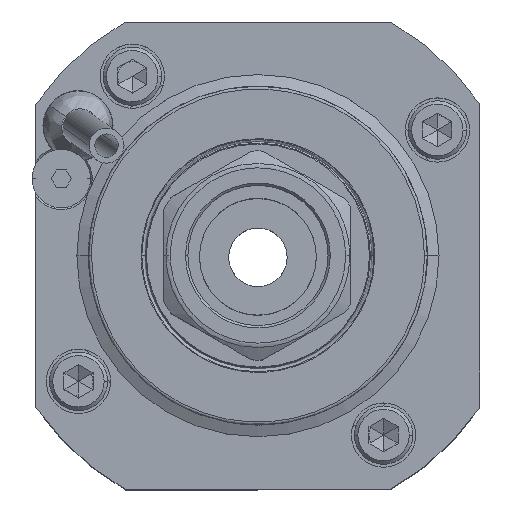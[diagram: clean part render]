
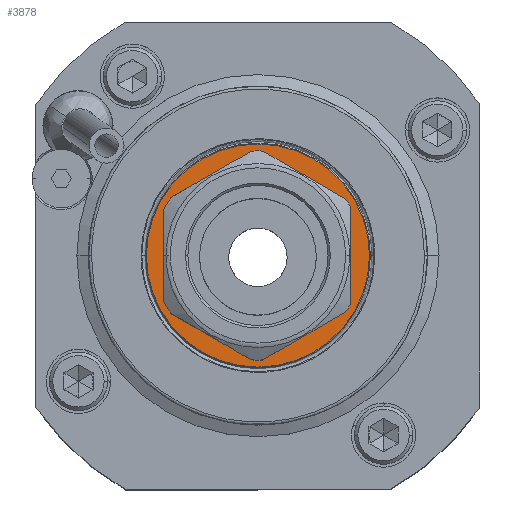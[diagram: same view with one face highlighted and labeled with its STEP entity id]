
A CAD part, top view. The second image highlights one B-rep face of the part: STEP entity #3878.
In plain terms, the highlighted planar face has unit normal (0, 0, -1).
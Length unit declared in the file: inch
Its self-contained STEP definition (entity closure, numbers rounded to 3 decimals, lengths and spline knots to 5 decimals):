
#74 = LINE ( 'NONE', #13992, #16475 ) ;
#683 = EDGE_CURVE ( 'NONE', #9710, #11496, #16886, .T. ) ;
#787 = DIRECTION ( 'NONE',  ( -1., 0., 0. ) ) ;
#808 = CARTESIAN_POINT ( 'NONE',  ( -0.04441, -0.70332, 2.95276 ) ) ;
#879 = DIRECTION ( 'NONE',  ( 0., 0., 1. ) ) ;
#1344 = EDGE_CURVE ( 'NONE', #2969, #12229, #11447, .T. ) ;
#1345 = CARTESIAN_POINT ( 'NONE',  ( -0.63406, -0.36289, 2.95276 ) ) ;
#1628 = ORIENTED_EDGE ( 'NONE', *, *, #8616, .T. ) ;
#1857 = DIRECTION ( 'NONE',  ( 0., 0., 1. ) ) ;
#1995 = ORIENTED_EDGE ( 'NONE', *, *, #3781, .T. ) ;
#2037 = EDGE_CURVE ( 'NONE', #5992, #10346, #7758, .T. ) ;
#2232 = CARTESIAN_POINT ( 'NONE',  ( -0.00551, -0.72578, 2.95276 ) ) ;
#2384 = DIRECTION ( 'NONE',  ( -1., 0., 0. ) ) ;
#2427 = EDGE_CURVE ( 'NONE', #12229, #5724, #74, .T. ) ;
#2839 = VECTOR ( 'NONE', #13543, 39.37008 ) ;
#2969 = VERTEX_POINT ( 'NONE', #7590 ) ;
#3323 = CARTESIAN_POINT ( 'NONE',  ( 0., 0., 2.95276 ) ) ;
#3360 = EDGE_CURVE ( 'NONE', #17459, #13673, #7417, .T. ) ;
#3365 = LINE ( 'NONE', #8843, #6423 ) ;
#3669 = FACE_OUTER_BOUND ( 'NONE', #4078, .T. ) ;
#3781 = EDGE_CURVE ( 'NONE', #14165, #9438, #17334, .T. ) ;
#3804 = CARTESIAN_POINT ( 'NONE',  ( 0.03223, -0.70399, 2.95276 ) ) ;
#3878 = ADVANCED_FACE ( 'NONE', ( #3669, #13263 ), #17465, .T. ) ;
#4004 = LINE ( 'NONE', #5532, #11373 ) ;
#4078 = EDGE_LOOP ( 'NONE', ( #1628, #9845 ) ) ;
#4170 = AXIS2_PLACEMENT_3D ( 'NONE', #8386, #15589, #13832 ) ;
#4307 = VERTEX_POINT ( 'NONE', #4373 ) ;
#4373 = CARTESIAN_POINT ( 'NONE',  ( 0.75197, 0., 2.95276 ) ) ;
#4571 = CARTESIAN_POINT ( 'NONE',  ( -0.58689, -0.39012, 2.95276 ) ) ;
#4664 = DIRECTION ( 'NONE',  ( -1., 0., 0. ) ) ;
#4722 = CARTESIAN_POINT ( 'NONE',  ( -0.00551, 0.72578, 2.95276 ) ) ;
#4759 = CIRCLE ( 'NONE', #5334, 0.75197 ) ;
#4849 = ORIENTED_EDGE ( 'NONE', *, *, #14194, .T. ) ;
#4950 = DIRECTION ( 'NONE',  ( 0.866, 0.5, 0. ) ) ;
#4951 = DIRECTION ( 'NONE',  ( 0., 0., 1. ) ) ;
#5120 = DIRECTION ( 'NONE',  ( 0., 0., -1. ) ) ;
#5243 = ORIENTED_EDGE ( 'NONE', *, *, #16712, .T. ) ;
#5334 = AXIS2_PLACEMENT_3D ( 'NONE', #10231, #7374, #11758 ) ;
#5422 = CARTESIAN_POINT ( 'NONE',  ( 0., 0., 2.95276 ) ) ;
#5453 = AXIS2_PLACEMENT_3D ( 'NONE', #5422, #14907, #16251 ) ;
#5532 = CARTESIAN_POINT ( 'NONE',  ( 0.62303, 0.36289, 2.95276 ) ) ;
#5684 = ORIENTED_EDGE ( 'NONE', *, *, #683, .T. ) ;
#5724 = VERTEX_POINT ( 'NONE', #9352 ) ;
#5766 = LINE ( 'NONE', #2232, #13698 ) ;
#5806 = CARTESIAN_POINT ( 'NONE',  ( 0.03223, 0.70399, 2.95276 ) ) ;
#5992 = VERTEX_POINT ( 'NONE', #17033 ) ;
#6067 = DIRECTION ( 'NONE',  ( -0.866, -0.5, 0. ) ) ;
#6363 = DIRECTION ( 'NONE',  ( 0., 0., 1. ) ) ;
#6397 = CARTESIAN_POINT ( 'NONE',  ( -0.04441, 0.70332, 2.95276 ) ) ;
#6423 = VECTOR ( 'NONE', #12951, 39.37008 ) ;
#7077 = ORIENTED_EDGE ( 'NONE', *, *, #12022, .T. ) ;
#7323 = LINE ( 'NONE', #4722, #12451 ) ;
#7374 = DIRECTION ( 'NONE',  ( 0., 0., -1. ) ) ;
#7417 = CIRCLE ( 'NONE', #11987, 0.70472 ) ;
#7423 = EDGE_CURVE ( 'NONE', #5724, #12525, #11299, .T. ) ;
#7529 = DIRECTION ( 'NONE',  ( -1., 0., 0. ) ) ;
#7590 = CARTESIAN_POINT ( 'NONE',  ( -0.58689, 0.39012, 2.95276 ) ) ;
#7752 = AXIS2_PLACEMENT_3D ( 'NONE', #3323, #4951, #11576 ) ;
#7758 = CIRCLE ( 'NONE', #15748, 0.70472 ) ;
#8313 = AXIS2_PLACEMENT_3D ( 'NONE', #14674, #6363, #2384 ) ;
#8386 = CARTESIAN_POINT ( 'NONE',  ( 0., 0., 2.95276 ) ) ;
#8403 = CARTESIAN_POINT ( 'NONE',  ( 0.62303, -0.32935, 2.95276 ) ) ;
#8616 = EDGE_CURVE ( 'NONE', #9027, #4307, #4759, .T. ) ;
#8843 = CARTESIAN_POINT ( 'NONE',  ( 0.62303, -0.36289, 2.95276 ) ) ;
#8972 = CARTESIAN_POINT ( 'NONE',  ( 0.62303, 0.32935, 2.95276 ) ) ;
#9027 = VERTEX_POINT ( 'NONE', #17180 ) ;
#9352 = CARTESIAN_POINT ( 'NONE',  ( -0.63406, -0.30759, 2.95276 ) ) ;
#9438 = VERTEX_POINT ( 'NONE', #3804 ) ;
#9477 = DIRECTION ( 'NONE',  ( -0.866, 0.5, 0. ) ) ;
#9710 = VERTEX_POINT ( 'NONE', #5806 ) ;
#9822 = EDGE_CURVE ( 'NONE', #11496, #2969, #7323, .T. ) ;
#9845 = ORIENTED_EDGE ( 'NONE', *, *, #13883, .T. ) ;
#10142 = AXIS2_PLACEMENT_3D ( 'NONE', #10769, #10861, #16399 ) ;
#10231 = CARTESIAN_POINT ( 'NONE',  ( 0., 0., 2.95276 ) ) ;
#10346 = VERTEX_POINT ( 'NONE', #8403 ) ;
#10462 = EDGE_CURVE ( 'NONE', #10346, #17459, #3365, .T. ) ;
#10492 = CARTESIAN_POINT ( 'NONE',  ( 0.7874, 0., 2.95276 ) ) ;
#10769 = CARTESIAN_POINT ( 'NONE',  ( 0., 0., 2.95276 ) ) ;
#10861 = DIRECTION ( 'NONE',  ( 0., 0., 1. ) ) ;
#10883 = ORIENTED_EDGE ( 'NONE', *, *, #10462, .T. ) ;
#11093 = ORIENTED_EDGE ( 'NONE', *, *, #2037, .T. ) ;
#11299 = CIRCLE ( 'NONE', #10142, 0.70472 ) ;
#11373 = VECTOR ( 'NONE', #9477, 39.37008 ) ;
#11447 = CIRCLE ( 'NONE', #8313, 0.70472 ) ;
#11496 = VERTEX_POINT ( 'NONE', #6397 ) ;
#11576 = DIRECTION ( 'NONE',  ( -1., 0., 0. ) ) ;
#11716 = ORIENTED_EDGE ( 'NONE', *, *, #3360, .T. ) ;
#11758 = DIRECTION ( 'NONE',  ( -1., 0., 0. ) ) ;
#11863 = EDGE_LOOP ( 'NONE', ( #15299, #17522, #12925, #4849, #1995, #7077, #11093, #10883, #11716, #5243, #5684, #14786 ) ) ;
#11987 = AXIS2_PLACEMENT_3D ( 'NONE', #14238, #1857, #4664 ) ;
#12022 = EDGE_CURVE ( 'NONE', #9438, #5992, #5766, .T. ) ;
#12229 = VERTEX_POINT ( 'NONE', #16126 ) ;
#12451 = VECTOR ( 'NONE', #6067, 39.37008 ) ;
#12525 = VERTEX_POINT ( 'NONE', #4571 ) ;
#12925 = ORIENTED_EDGE ( 'NONE', *, *, #7423, .T. ) ;
#12951 = DIRECTION ( 'NONE',  ( 0., 1., 0. ) ) ;
#13074 = CARTESIAN_POINT ( 'NONE',  ( 0., 0., 2.95276 ) ) ;
#13263 = FACE_BOUND ( 'NONE', #11863, .T. ) ;
#13543 = DIRECTION ( 'NONE',  ( 0.866, -0.5, 0. ) ) ;
#13642 = DIRECTION ( 'NONE',  ( 0., -1., 0. ) ) ;
#13673 = VERTEX_POINT ( 'NONE', #14730 ) ;
#13698 = VECTOR ( 'NONE', #4950, 39.37008 ) ;
#13832 = DIRECTION ( 'NONE',  ( -1., 0., 0. ) ) ;
#13883 = EDGE_CURVE ( 'NONE', #4307, #9027, #16310, .T. ) ;
#13992 = CARTESIAN_POINT ( 'NONE',  ( -0.63406, 0.36289, 2.95276 ) ) ;
#14165 = VERTEX_POINT ( 'NONE', #808 ) ;
#14194 = EDGE_CURVE ( 'NONE', #12525, #14165, #17485, .T. ) ;
#14238 = CARTESIAN_POINT ( 'NONE',  ( 0., 0., 2.95276 ) ) ;
#14674 = CARTESIAN_POINT ( 'NONE',  ( 0., 0., 2.95276 ) ) ;
#14730 = CARTESIAN_POINT ( 'NONE',  ( 0.59355, 0.37991, 2.95276 ) ) ;
#14786 = ORIENTED_EDGE ( 'NONE', *, *, #9822, .T. ) ;
#14907 = DIRECTION ( 'NONE',  ( 0., 0., -1. ) ) ;
#15299 = ORIENTED_EDGE ( 'NONE', *, *, #1344, .T. ) ;
#15589 = DIRECTION ( 'NONE',  ( 0., 0., 1. ) ) ;
#15748 = AXIS2_PLACEMENT_3D ( 'NONE', #13074, #879, #7529 ) ;
#16126 = CARTESIAN_POINT ( 'NONE',  ( -0.63406, 0.30759, 2.95276 ) ) ;
#16251 = DIRECTION ( 'NONE',  ( -1., 0., 0. ) ) ;
#16310 = CIRCLE ( 'NONE', #5453, 0.75197 ) ;
#16399 = DIRECTION ( 'NONE',  ( -1., 0., 0. ) ) ;
#16466 = AXIS2_PLACEMENT_3D ( 'NONE', #10492, #5120, #787 ) ;
#16475 = VECTOR ( 'NONE', #13642, 39.37008 ) ;
#16712 = EDGE_CURVE ( 'NONE', #13673, #9710, #4004, .T. ) ;
#16886 = CIRCLE ( 'NONE', #7752, 0.70472 ) ;
#17033 = CARTESIAN_POINT ( 'NONE',  ( 0.59355, -0.37991, 2.95276 ) ) ;
#17180 = CARTESIAN_POINT ( 'NONE',  ( -0.75197, 0., 2.95276 ) ) ;
#17334 = CIRCLE ( 'NONE', #4170, 0.70472 ) ;
#17459 = VERTEX_POINT ( 'NONE', #8972 ) ;
#17465 = PLANE ( 'NONE',  #16466 ) ;
#17485 = LINE ( 'NONE', #1345, #2839 ) ;
#17522 = ORIENTED_EDGE ( 'NONE', *, *, #2427, .T. ) ;
